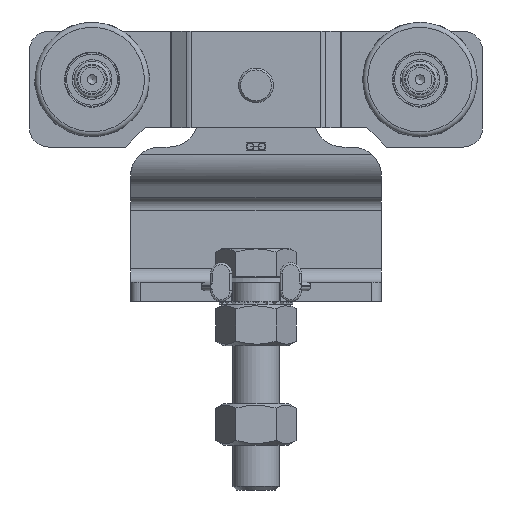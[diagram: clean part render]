
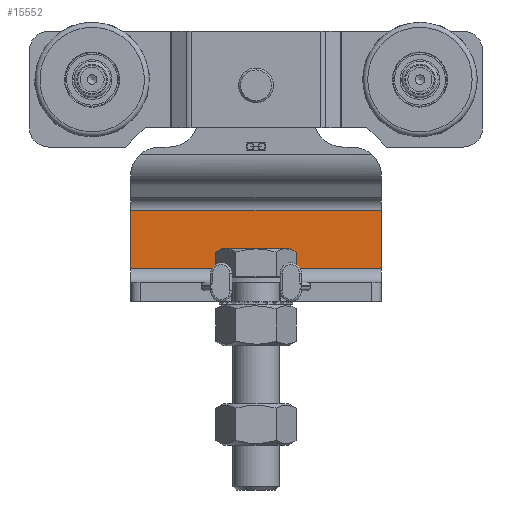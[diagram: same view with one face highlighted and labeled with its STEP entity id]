
A CAD part, front view. The second image highlights one B-rep face of the part: STEP entity #15552.
In plain terms, the highlighted planar face has unit normal (0, -1, 0).
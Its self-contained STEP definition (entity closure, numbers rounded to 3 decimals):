
#2721=FACE_OUTER_BOUND('',#3724,.T.);
#3724=EDGE_LOOP('',(#12300,#12301,#12302,#12303));
#4365=LINE('',#26727,#5169);
#4390=LINE('',#26817,#5194);
#4463=LINE('',#26997,#5267);
#4464=LINE('',#26999,#5268);
#5169=VECTOR('',#21378,10.);
#5194=VECTOR('',#21445,10.);
#5267=VECTOR('',#21654,10.);
#5268=VECTOR('',#21657,10.);
#6504=VERTEX_POINT('',#26724);
#6505=VERTEX_POINT('',#26726);
#6536=VERTEX_POINT('',#26814);
#6537=VERTEX_POINT('',#26816);
#8430=EDGE_CURVE('',#6505,#6504,#4365,.T.);
#8471=EDGE_CURVE('',#6537,#6536,#4390,.T.);
#8561=EDGE_CURVE('',#6537,#6504,#4463,.T.);
#8562=EDGE_CURVE('',#6536,#6505,#4464,.T.);
#12300=ORIENTED_EDGE('',*,*,#8471,.T.);
#12301=ORIENTED_EDGE('',*,*,#8562,.T.);
#12302=ORIENTED_EDGE('',*,*,#8430,.T.);
#12303=ORIENTED_EDGE('',*,*,#8561,.F.);
#13976=PLANE('',#17472);
#15552=ADVANCED_FACE('',(#2721),#13976,.T.);
#17472=AXIS2_PLACEMENT_3D('',#26998,#21655,#21656);
#21378=DIRECTION('',(0.,0.,1.));
#21445=DIRECTION('',(0.,0.,-1.));
#21654=DIRECTION('',(1.,0.,0.));
#21655=DIRECTION('center_axis',(0.,-1.,0.));
#21656=DIRECTION('ref_axis',(1.,0.,0.));
#21657=DIRECTION('',(1.,0.,0.));
#26724=CARTESIAN_POINT('',(182.5,35.5,-32.871));
#26726=CARTESIAN_POINT('',(182.5,35.5,-63.));
#26727=CARTESIAN_POINT('',(182.5,35.5,-32.871));
#26814=CARTESIAN_POINT('',(52.5,35.5,-63.));
#26816=CARTESIAN_POINT('',(52.5,35.5,-32.871));
#26817=CARTESIAN_POINT('',(52.5,35.5,-32.871));
#26997=CARTESIAN_POINT('',(117.5,35.5,-32.871));
#26998=CARTESIAN_POINT('Origin',(117.5,35.5,-32.871));
#26999=CARTESIAN_POINT('',(117.5,35.5,-63.));
